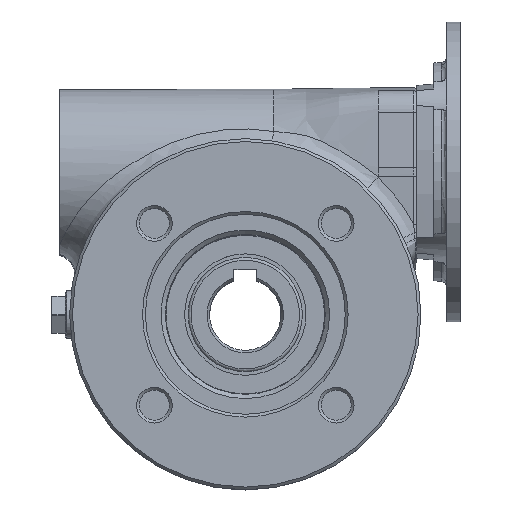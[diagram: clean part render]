
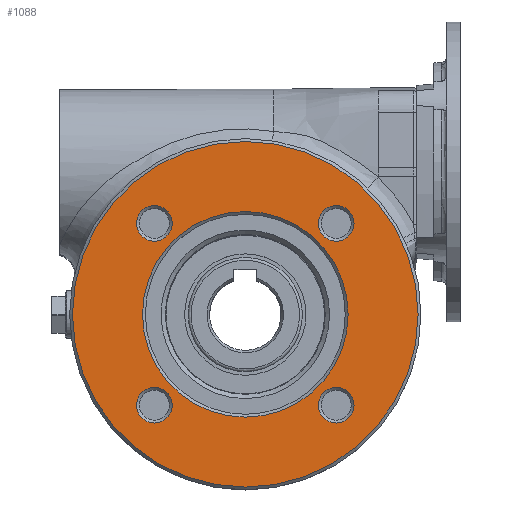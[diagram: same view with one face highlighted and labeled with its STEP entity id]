
A CAD part, top view. The second image highlights one B-rep face of the part: STEP entity #1088.
In plain terms, the highlighted planar face has unit normal (0, 0, 1).
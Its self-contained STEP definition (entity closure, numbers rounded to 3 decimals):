
#1088 = ADVANCED_FACE( '', ( #2457, #2458, #2459, #2460, #2461, #2462 ), #2463, .T. );
#2457 = FACE_OUTER_BOUND( '', #5894, .T. );
#2458 = FACE_BOUND( '', #5895, .T. );
#2459 = FACE_BOUND( '', #5896, .T. );
#2460 = FACE_BOUND( '', #5897, .T. );
#2461 = FACE_BOUND( '', #5898, .T. );
#2462 = FACE_BOUND( '', #5899, .T. );
#2463 = PLANE( '', #5900 );
#5894 = EDGE_LOOP( '', ( #9477 ) );
#5895 = EDGE_LOOP( '', ( #9478 ) );
#5896 = EDGE_LOOP( '', ( #9479 ) );
#5897 = EDGE_LOOP( '', ( #9480 ) );
#5898 = EDGE_LOOP( '', ( #9481 ) );
#5899 = EDGE_LOOP( '', ( #9482 ) );
#5900 = AXIS2_PLACEMENT_3D( '', #9483, #9484, #9485 );
#9477 = ORIENTED_EDGE( '', *, *, #11482, .T. );
#9478 = ORIENTED_EDGE( '', *, *, #11265, .T. );
#9479 = ORIENTED_EDGE( '', *, *, #10915, .T. );
#9480 = ORIENTED_EDGE( '', *, *, #11483, .T. );
#9481 = ORIENTED_EDGE( '', *, *, #10557, .T. );
#9482 = ORIENTED_EDGE( '', *, *, #11163, .T. );
#9483 = CARTESIAN_POINT( '', ( 0., 35., 98.501 ) );
#9484 = DIRECTION( '', ( 0., 0., 1. ) );
#9485 = DIRECTION( '', ( 0., 1., 0. ) );
#10557 = EDGE_CURVE( '', #11920, #11920, #11921, .F. );
#10915 = EDGE_CURVE( '', #12511, #12511, #12512, .F. );
#11163 = EDGE_CURVE( '', #12878, #12878, #12879, .F. );
#11265 = EDGE_CURVE( '', #13010, #13010, #13011, .F. );
#11482 = EDGE_CURVE( '', #13296, #13296, #13297, .T. );
#11483 = EDGE_CURVE( '', #13298, #13298, #13299, .F. );
#11920 = VERTEX_POINT( '', #13877 );
#11921 = CIRCLE( '', #13878, 6.25 );
#12511 = VERTEX_POINT( '', #15432 );
#12512 = CIRCLE( '', #15433, 6.25 );
#12878 = VERTEX_POINT( '', #16246 );
#12879 = CIRCLE( '', #16247, 6.25 );
#13010 = VERTEX_POINT( '', #16554 );
#13011 = CIRCLE( '', #16555, 36. );
#13296 = VERTEX_POINT( '', #17156 );
#13297 = CIRCLE( '', #17157, 60.5 );
#13298 = VERTEX_POINT( '', #17158 );
#13299 = CIRCLE( '', #17159, 6.25 );
#13877 = CARTESIAN_POINT( '', ( -31.82, 38.07, 98.501 ) );
#13878 = AXIS2_PLACEMENT_3D( '', #17710, #17711, #17712 );
#15432 = CARTESIAN_POINT( '', ( 31.82, -25.57, 98.501 ) );
#15433 = AXIS2_PLACEMENT_3D( '', #18158, #18159, #18160 );
#16246 = CARTESIAN_POINT( '', ( 31.82, 38.07, 98.501 ) );
#16247 = AXIS2_PLACEMENT_3D( '', #18421, #18422, #18423 );
#16554 = CARTESIAN_POINT( '', ( 0., 36., 98.501 ) );
#16555 = AXIS2_PLACEMENT_3D( '', #18505, #18506, #18507 );
#17156 = CARTESIAN_POINT( '', ( 0., 60.5, 98.501 ) );
#17157 = AXIS2_PLACEMENT_3D( '', #18738, #18739, #18740 );
#17158 = CARTESIAN_POINT( '', ( -31.82, -25.57, 98.501 ) );
#17159 = AXIS2_PLACEMENT_3D( '', #18741, #18742, #18743 );
#17710 = CARTESIAN_POINT( '', ( -31.82, 31.82, 98.501 ) );
#17711 = DIRECTION( '', ( 0., 0., 1. ) );
#17712 = DIRECTION( '', ( 0., 1., 0. ) );
#18158 = CARTESIAN_POINT( '', ( 31.82, -31.82, 98.501 ) );
#18159 = DIRECTION( '', ( 0., 0., 1. ) );
#18160 = DIRECTION( '', ( 0., 1., 0. ) );
#18421 = CARTESIAN_POINT( '', ( 31.82, 31.82, 98.501 ) );
#18422 = DIRECTION( '', ( 0., 0., 1. ) );
#18423 = DIRECTION( '', ( 0., 1., 0. ) );
#18505 = CARTESIAN_POINT( '', ( 0., 0., 98.501 ) );
#18506 = DIRECTION( '', ( 0., 0., 1. ) );
#18507 = DIRECTION( '', ( 0., 1., 0. ) );
#18738 = CARTESIAN_POINT( '', ( 0., 0., 98.501 ) );
#18739 = DIRECTION( '', ( 0., 0., 1. ) );
#18740 = DIRECTION( '', ( 0., 1., 0. ) );
#18741 = CARTESIAN_POINT( '', ( -31.82, -31.82, 98.501 ) );
#18742 = DIRECTION( '', ( 0., 0., 1. ) );
#18743 = DIRECTION( '', ( 0., 1., 0. ) );
